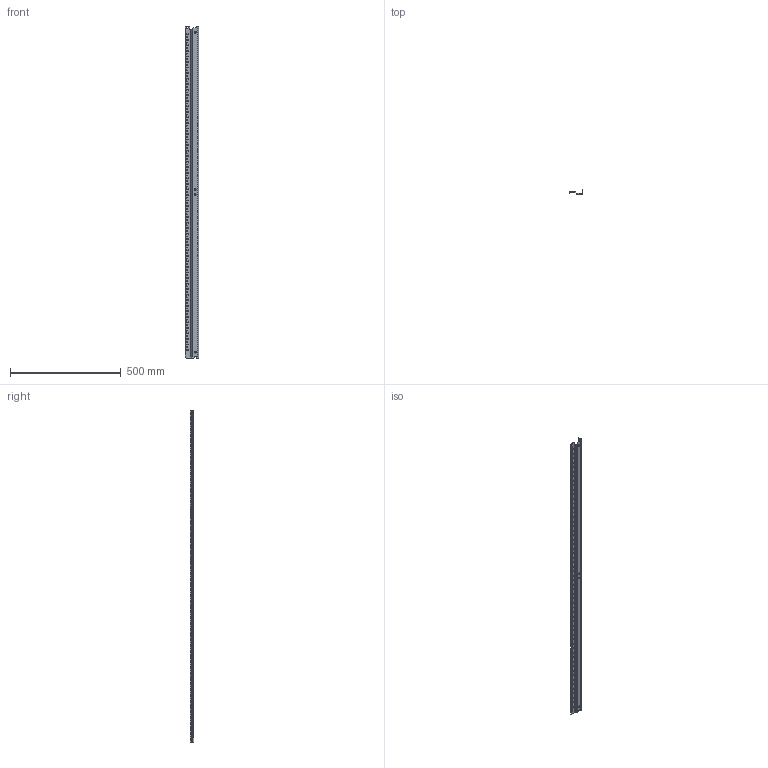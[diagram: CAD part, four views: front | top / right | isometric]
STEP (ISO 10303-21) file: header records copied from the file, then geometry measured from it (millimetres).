
FILE_DESCRIPTION((''),'2;1');
FILE_NAME('ASM0001_ASM','2023-02-28T14:05:05',('klemen.sitar'),('Audax d.o.o.'),'CREO PARAMETRIC BY PTC INC, 2021304','CREO PARAMETRIC BY PTC INC, 2021304','');
FILE_SCHEMA(('AP242_MANAGED_MODEL_BASED_3D_ENGINEERING_MIM_LF { 1 0 10303 442 1 1 4 }'));
Length unit declared in the file: millimetre
Products named in the file (2): PRT0003; ASM0001_ASM
Assembly tree (1 placements, depth 2):
  ASM0001_ASM
    PRT0003
Bounding box: 59 x 17 x 1498.5 mm (x, y, z)
Volume: 172753.9 mm3; surface area: 243046.6 mm2
Topology: 1 solids, 1 shells, 637 faces, 1899 edges, 1264 vertices
Faces by surface type: cylinder 604, plane 33
Entity records: 29557 total; most frequent: DIRECTION 4386, CARTESIAN_POINT 3810, ORIENTED_EDGE 3798, PRESENTATION_STYLE_ASSIGNMENT 1900, STYLED_ITEM 1900, CURVE_STYLE 1899, EDGE_CURVE 1899, AXIS2_PLACEMENT_3D 1848
